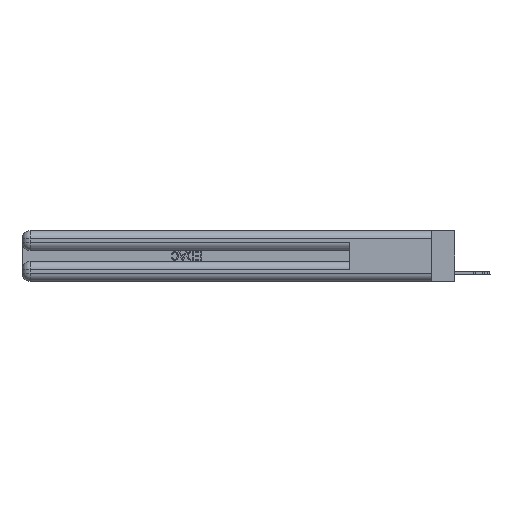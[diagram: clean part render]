
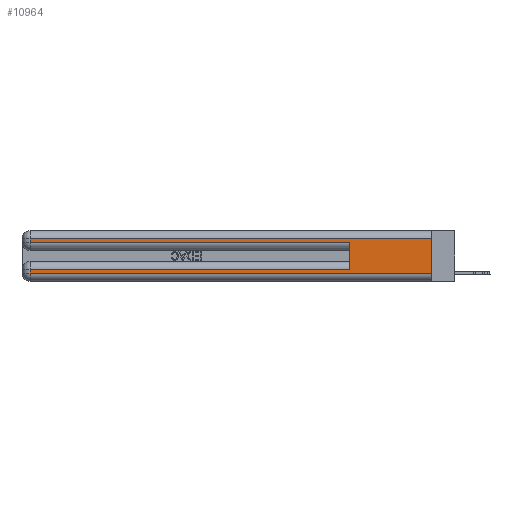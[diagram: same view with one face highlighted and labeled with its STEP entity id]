
A CAD part, left-side view. The second image highlights one B-rep face of the part: STEP entity #10964.
In plain terms, the highlighted planar face has unit normal (-1, 0, 0).
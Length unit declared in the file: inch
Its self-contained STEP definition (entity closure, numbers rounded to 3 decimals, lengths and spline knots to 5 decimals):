
#291 = AXIS2_PLACEMENT_3D ( 'NONE', #6726, #6392, #28656 ) ;
#1439 = VERTEX_POINT ( 'NONE', #11498 ) ;
#2225 = VERTEX_POINT ( 'NONE', #28876 ) ;
#3030 = CARTESIAN_POINT ( 'NONE',  ( 0., 0., 0.37 ) ) ;
#3119 = VERTEX_POINT ( 'NONE', #18730 ) ;
#4083 = DIRECTION ( 'NONE',  ( 0., 1., 0. ) ) ;
#4533 = CARTESIAN_POINT ( 'NONE',  ( 0., 0., 0.06 ) ) ;
#4559 = EDGE_CURVE ( 'NONE', #24682, #3119, #14455, .T. ) ;
#4716 = EDGE_CURVE ( 'NONE', #24589, #2225, #18065, .T. ) ;
#5056 = CARTESIAN_POINT ( 'NONE',  ( 0., 0.6, 0.145 ) ) ;
#5807 = LINE ( 'NONE', #3030, #28873 ) ;
#6392 = DIRECTION ( 'NONE',  ( 1., 0., 0. ) ) ;
#6483 = ORIENTED_EDGE ( 'NONE', *, *, #27504, .T. ) ;
#6726 = CARTESIAN_POINT ( 'NONE',  ( 0., 0., 0.37 ) ) ;
#6757 = VECTOR ( 'NONE', #20996, 39.37008 ) ;
#6903 = CARTESIAN_POINT ( 'NONE',  ( 0., 2.94, 0.31 ) ) ;
#7630 = EDGE_CURVE ( 'NONE', #25802, #15740, #15930, .T. ) ;
#8300 = ORIENTED_EDGE ( 'NONE', *, *, #7630, .T. ) ;
#9013 = CARTESIAN_POINT ( 'NONE',  ( 0., 0.6, 0.085 ) ) ;
#9343 = FACE_OUTER_BOUND ( 'NONE', #23403, .T. ) ;
#10370 = EDGE_CURVE ( 'NONE', #3119, #2225, #19084, .T. ) ;
#10964 = ADVANCED_FACE ( 'NONE', ( #9343 ), #18124, .F. ) ;
#11498 = CARTESIAN_POINT ( 'NONE',  ( 0., 2.94, 0.085 ) ) ;
#11870 = CARTESIAN_POINT ( 'NONE',  ( 0., 2.94, 0.37 ) ) ;
#12028 = DIRECTION ( 'NONE',  ( 0., 0., -1. ) ) ;
#13003 = CARTESIAN_POINT ( 'NONE',  ( 0., 0., 0.06 ) ) ;
#13287 = ORIENTED_EDGE ( 'NONE', *, *, #4559, .T. ) ;
#13309 = CARTESIAN_POINT ( 'NONE',  ( 0., 0., 0.31 ) ) ;
#13581 = ORIENTED_EDGE ( 'NONE', *, *, #23573, .F. ) ;
#14246 = CARTESIAN_POINT ( 'NONE',  ( 0., 0., 0.285 ) ) ;
#14455 = LINE ( 'NONE', #27738, #27903 ) ;
#14577 = VECTOR ( 'NONE', #15764, 39.37008 ) ;
#14799 = LINE ( 'NONE', #11870, #30614 ) ;
#15464 = LINE ( 'NONE', #17722, #18765 ) ;
#15735 = EDGE_CURVE ( 'NONE', #24589, #1439, #15464, .T. ) ;
#15740 = VERTEX_POINT ( 'NONE', #4533 ) ;
#15764 = DIRECTION ( 'NONE',  ( 0., -1., 0. ) ) ;
#15930 = LINE ( 'NONE', #13003, #14577 ) ;
#15999 = VERTEX_POINT ( 'NONE', #13309 ) ;
#17722 = CARTESIAN_POINT ( 'NONE',  ( 0., 0., 0.085 ) ) ;
#18065 = LINE ( 'NONE', #5056, #6757 ) ;
#18124 = PLANE ( 'NONE',  #291 ) ;
#18730 = CARTESIAN_POINT ( 'NONE',  ( 0., 2.94, 0.285 ) ) ;
#18765 = VECTOR ( 'NONE', #23574, 39.37008 ) ;
#19084 = LINE ( 'NONE', #14246, #32345 ) ;
#20202 = VECTOR ( 'NONE', #4083, 39.37008 ) ;
#20996 = DIRECTION ( 'NONE',  ( 0., 0., 1. ) ) ;
#21196 = ORIENTED_EDGE ( 'NONE', *, *, #33378, .T. ) ;
#21240 = ORIENTED_EDGE ( 'NONE', *, *, #15735, .T. ) ;
#22452 = LINE ( 'NONE', #22618, #20202 ) ;
#22618 = CARTESIAN_POINT ( 'NONE',  ( 0., 0., 0.31 ) ) ;
#22907 = ORIENTED_EDGE ( 'NONE', *, *, #4716, .F. ) ;
#23403 = EDGE_LOOP ( 'NONE', ( #13581, #21196, #13287, #27043, #22907, #21240, #6483, #8300 ) ) ;
#23573 = EDGE_CURVE ( 'NONE', #15999, #15740, #5807, .T. ) ;
#23574 = DIRECTION ( 'NONE',  ( 0., 1., 0. ) ) ;
#24589 = VERTEX_POINT ( 'NONE', #9013 ) ;
#24682 = VERTEX_POINT ( 'NONE', #6903 ) ;
#25802 = VERTEX_POINT ( 'NONE', #30790 ) ;
#26692 = DIRECTION ( 'NONE',  ( 0., -1., 0. ) ) ;
#26919 = DIRECTION ( 'NONE',  ( 0., 0., -1. ) ) ;
#27043 = ORIENTED_EDGE ( 'NONE', *, *, #10370, .T. ) ;
#27504 = EDGE_CURVE ( 'NONE', #1439, #25802, #14799, .T. ) ;
#27738 = CARTESIAN_POINT ( 'NONE',  ( 0., 2.94, 0.37 ) ) ;
#27903 = VECTOR ( 'NONE', #12028, 39.37008 ) ;
#28656 = DIRECTION ( 'NONE',  ( 0., 0., -1. ) ) ;
#28873 = VECTOR ( 'NONE', #26919, 39.37008 ) ;
#28876 = CARTESIAN_POINT ( 'NONE',  ( 0., 0.6, 0.285 ) ) ;
#30614 = VECTOR ( 'NONE', #32938, 39.37008 ) ;
#30790 = CARTESIAN_POINT ( 'NONE',  ( 0., 2.94, 0.06 ) ) ;
#32345 = VECTOR ( 'NONE', #26692, 39.37008 ) ;
#32938 = DIRECTION ( 'NONE',  ( 0., 0., -1. ) ) ;
#33378 = EDGE_CURVE ( 'NONE', #15999, #24682, #22452, .T. ) ;
